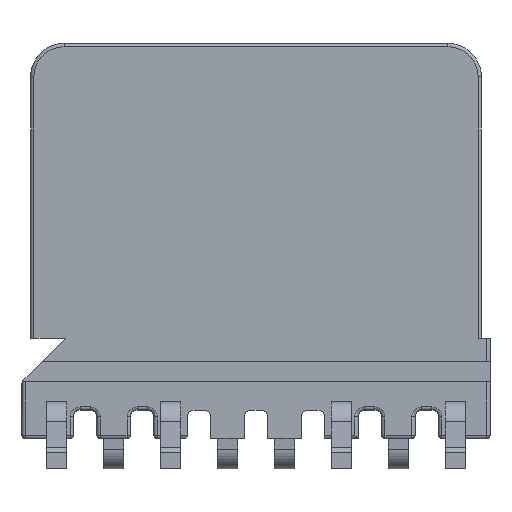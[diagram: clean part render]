
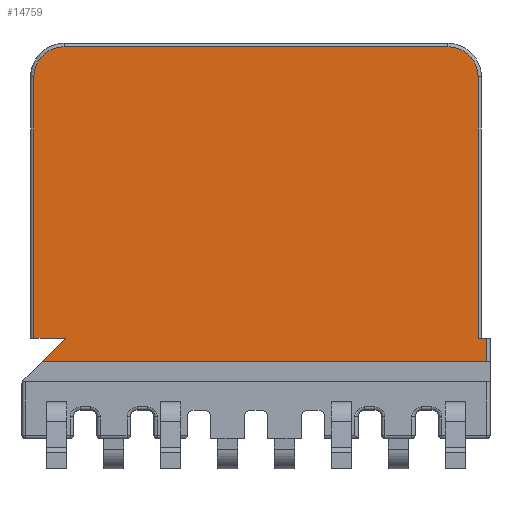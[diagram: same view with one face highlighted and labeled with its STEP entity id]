
A CAD part, front view. The second image highlights one B-rep face of the part: STEP entity #14759.
In plain terms, the highlighted planar face has unit normal (0, -1, 0).
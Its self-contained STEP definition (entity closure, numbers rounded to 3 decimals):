
#471=CIRCLE('',#15438,0.9);
#472=CIRCLE('',#15439,0.9);
#1002=LINE('',#20160,#1845);
#1041=LINE('',#20331,#1884);
#1042=LINE('',#20333,#1885);
#1043=LINE('',#20335,#1886);
#1044=LINE('',#20337,#1887);
#1045=LINE('',#20339,#1888);
#1046=LINE('',#20343,#1889);
#1047=LINE('',#20347,#1890);
#1845=VECTOR('',#16604,1000.);
#1884=VECTOR('',#16727,1000.);
#1885=VECTOR('',#16728,1000.);
#1886=VECTOR('',#16729,1000.);
#1887=VECTOR('',#16730,1000.);
#1888=VECTOR('',#16731,1000.);
#1889=VECTOR('',#16734,1000.);
#1890=VECTOR('',#16737,1000.);
#2863=ORIENTED_EDGE('',*,*,#5950,.T.);
#2864=ORIENTED_EDGE('',*,*,#6014,.F.);
#2865=ORIENTED_EDGE('',*,*,#6015,.T.);
#2866=ORIENTED_EDGE('',*,*,#6016,.T.);
#2867=ORIENTED_EDGE('',*,*,#6017,.T.);
#2868=ORIENTED_EDGE('',*,*,#6018,.F.);
#2869=ORIENTED_EDGE('',*,*,#6019,.F.);
#2870=ORIENTED_EDGE('',*,*,#6020,.F.);
#2871=ORIENTED_EDGE('',*,*,#6021,.F.);
#2872=ORIENTED_EDGE('',*,*,#6022,.T.);
#5950=EDGE_CURVE('',#7547,#7546,#1002,.T.);
#6014=EDGE_CURVE('',#7589,#7546,#1041,.T.);
#6015=EDGE_CURVE('',#7589,#7590,#1042,.T.);
#6016=EDGE_CURVE('',#7590,#7591,#1043,.T.);
#6017=EDGE_CURVE('',#7591,#7592,#1044,.T.);
#6018=EDGE_CURVE('',#7593,#7592,#1045,.T.);
#6019=EDGE_CURVE('',#7594,#7593,#471,.T.);
#6020=EDGE_CURVE('',#7595,#7594,#1046,.T.);
#6021=EDGE_CURVE('',#7596,#7595,#472,.T.);
#6022=EDGE_CURVE('',#7596,#7547,#1047,.T.);
#7546=VERTEX_POINT('',#20159);
#7547=VERTEX_POINT('',#20161);
#7589=VERTEX_POINT('',#20332);
#7590=VERTEX_POINT('',#20334);
#7591=VERTEX_POINT('',#20336);
#7592=VERTEX_POINT('',#20338);
#7593=VERTEX_POINT('',#20340);
#7594=VERTEX_POINT('',#20342);
#7595=VERTEX_POINT('',#20344);
#7596=VERTEX_POINT('',#20346);
#8641=EDGE_LOOP('',(#2863,#2864,#2865,#2866,#2867,#2868,#2869,#2870,#2871,
#2872));
#9314=FACE_BOUND('',#8641,.T.);
#9967=PLANE('',#15437);
#14759=ADVANCED_FACE('',(#9314),#9967,.F.);
#15437=AXIS2_PLACEMENT_3D('',#20330,#16725,#16726);
#15438=AXIS2_PLACEMENT_3D('',#20341,#16732,#16733);
#15439=AXIS2_PLACEMENT_3D('',#20345,#16735,#16736);
#16604=DIRECTION('',(1.,0.,0.));
#16725=DIRECTION('',(0.,1.,0.));
#16726=DIRECTION('',(0.,0.,-1.));
#16727=DIRECTION('',(0.707,0.,0.707));
#16728=DIRECTION('',(1.,0.,0.));
#16729=DIRECTION('',(0.,0.,1.));
#16730=DIRECTION('',(-1.,0.,0.));
#16731=DIRECTION('',(0.,0.,-1.));
#16732=DIRECTION('',(0.,1.,0.));
#16733=DIRECTION('',(0.,0.,-1.));
#16734=DIRECTION('',(1.,0.,0.));
#16735=DIRECTION('',(0.,1.,0.));
#16736=DIRECTION('',(0.,0.,-1.));
#16737=DIRECTION('',(0.,0.,-1.));
#20159=CARTESIAN_POINT('',(-5.685,-6.45,-2.2));
#20160=CARTESIAN_POINT('',(-6.73,-6.45,-2.2));
#20161=CARTESIAN_POINT('',(-6.63,-6.45,-2.2));
#20330=CARTESIAN_POINT('',(-6.73,-6.45,6.6));
#20331=CARTESIAN_POINT('',(-7.835,-6.45,-4.35));
#20332=CARTESIAN_POINT('',(-6.385,-6.45,-2.9));
#20333=CARTESIAN_POINT('',(-6.985,-6.45,-2.9));
#20334=CARTESIAN_POINT('',(6.885,-6.45,-2.9));
#20335=CARTESIAN_POINT('',(6.885,-6.45,-2.2));
#20336=CARTESIAN_POINT('',(6.885,-6.45,-2.2));
#20337=CARTESIAN_POINT('',(6.985,-6.45,-2.2));
#20338=CARTESIAN_POINT('',(6.63,-6.45,-2.2));
#20339=CARTESIAN_POINT('',(6.63,-6.45,6.6));
#20340=CARTESIAN_POINT('',(6.63,-6.45,5.6));
#20341=CARTESIAN_POINT('',(5.73,-6.45,5.6));
#20342=CARTESIAN_POINT('',(5.73,-6.45,6.5));
#20343=CARTESIAN_POINT('',(-5.73,-6.45,6.5));
#20344=CARTESIAN_POINT('',(-5.73,-6.45,6.5));
#20345=CARTESIAN_POINT('',(-5.73,-6.45,5.6));
#20346=CARTESIAN_POINT('',(-6.63,-6.45,5.6));
#20347=CARTESIAN_POINT('',(-6.63,-6.45,6.6));
